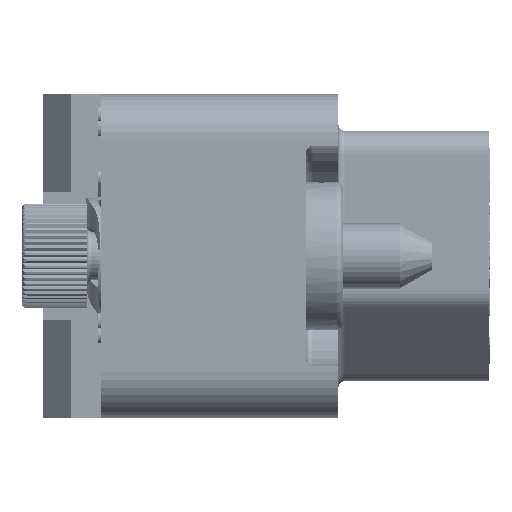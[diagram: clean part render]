
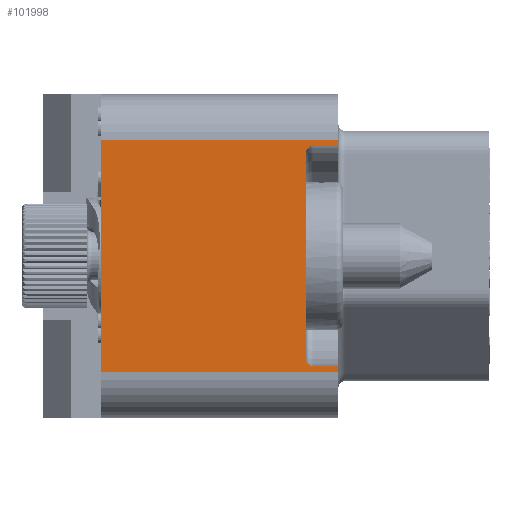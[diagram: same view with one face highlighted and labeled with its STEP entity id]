
A CAD part, left-side view. The second image highlights one B-rep face of the part: STEP entity #101998.
In plain terms, the highlighted planar face has unit normal (-1, 0, 0).
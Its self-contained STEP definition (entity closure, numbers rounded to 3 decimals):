
#2558=DIRECTION('',(0.,-1.,0.));
#2559=VECTOR('',#2558,10.25);
#2560=CARTESIAN_POINT('',(-40.,10.25,5.));
#2561=LINE('',#2560,#2559);
#2711=DIRECTION('',(0.,0.,1.));
#2712=VECTOR('',#2711,8.9);
#2713=CARTESIAN_POINT('',(-40.,1.4,-4.45));
#2714=LINE('',#2713,#2712);
#2715=DIRECTION('',(0.,1.,0.));
#2716=VECTOR('',#2715,1.1);
#2717=CARTESIAN_POINT('',(-40.,0.,-4.75));
#2718=LINE('',#2717,#2716);
#2719=DIRECTION('',(0.,0.,-1.));
#2720=VECTOR('',#2719,0.25);
#2721=CARTESIAN_POINT('',(-40.,0.,-4.75));
#2722=LINE('',#2721,#2720);
#2723=DIRECTION('',(0.,0.,-1.));
#2724=VECTOR('',#2723,0.25);
#2725=CARTESIAN_POINT('',(-40.,0.,5.));
#2726=LINE('',#2725,#2724);
#2727=DIRECTION('',(0.,1.,0.));
#2728=VECTOR('',#2727,1.1);
#2729=CARTESIAN_POINT('',(-40.,0.,4.75));
#2730=LINE('',#2729,#2728);
#2754=CARTESIAN_POINT('',(-40.,1.1,-4.45));
#2755=DIRECTION('',(1.,0.,0.));
#2756=DIRECTION('',(0.,0.,-1.));
#2757=AXIS2_PLACEMENT_3D('',#2754,#2755,#2756);
#2778=CARTESIAN_POINT('',(-40.,1.1,4.45));
#2779=DIRECTION('',(1.,0.,0.));
#2780=DIRECTION('',(0.,1.,0.));
#2781=AXIS2_PLACEMENT_3D('',#2778,#2779,#2780);
#3086=DIRECTION('',(0.,0.,-1.));
#3087=VECTOR('',#3086,10.);
#3088=CARTESIAN_POINT('',(-40.,10.25,5.));
#3089=LINE('',#3088,#3087);
#3631=DIRECTION('',(0.,1.,0.));
#3632=VECTOR('',#3631,10.25);
#3633=CARTESIAN_POINT('',(-40.,0.,-5.));
#3634=LINE('',#3633,#3632);
#84940=CARTESIAN_POINT('',(-40.,0.,5.));
#84942=VERTEX_POINT('',#84940);
#84943=CARTESIAN_POINT('',(-40.,10.25,5.));
#84944=VERTEX_POINT('',#84943);
#84948=CARTESIAN_POINT('',(-40.,10.25,-5.));
#84950=VERTEX_POINT('',#84948);
#84951=CARTESIAN_POINT('',(-40.,0.,-5.));
#84952=VERTEX_POINT('',#84951);
#84963=CARTESIAN_POINT('',(-40.,0.,-4.75));
#84965=VERTEX_POINT('',#84963);
#84969=CARTESIAN_POINT('',(-40.,0.,4.75));
#84970=VERTEX_POINT('',#84969);
#85108=CARTESIAN_POINT('',(-40.,1.4,-4.45));
#85110=VERTEX_POINT('',#85108);
#85112=CARTESIAN_POINT('',(-40.,1.1,-4.75));
#85114=VERTEX_POINT('',#85112);
#85119=CARTESIAN_POINT('',(-40.,1.4,4.45));
#85120=VERTEX_POINT('',#85119);
#85121=CARTESIAN_POINT('',(-40.,1.1,4.75));
#85122=VERTEX_POINT('',#85121);
#101974=CARTESIAN_POINT('',(-40.,0.,7.));
#101975=DIRECTION('',(-1.,0.,0.));
#101976=DIRECTION('',(0.,1.,0.));
#101977=AXIS2_PLACEMENT_3D('',#101974,#101975,#101976);
#101978=PLANE('',#101977);
#101980=ORIENTED_EDGE('',*,*,#101979,.F.);
#101982=ORIENTED_EDGE('',*,*,#101981,.F.);
#101984=ORIENTED_EDGE('',*,*,#101983,.F.);
#101985=ORIENTED_EDGE('',*,*,#101332,.T.);
#101987=ORIENTED_EDGE('',*,*,#101986,.T.);
#101989=ORIENTED_EDGE('',*,*,#101988,.F.);
#101990=ORIENTED_EDGE('',*,*,#101749,.T.);
#101991=ORIENTED_EDGE('',*,*,#101340,.T.);
#101993=ORIENTED_EDGE('',*,*,#101992,.T.);
#101995=ORIENTED_EDGE('',*,*,#101994,.F.);
#101996=EDGE_LOOP('',(#101980,#101982,#101984,#101985,#101987,#101989,#101990,
#101991,#101993,#101995));
#101997=FACE_OUTER_BOUND('',#101996,.F.);
#101998=ADVANCED_FACE('',(#101997),#101978,.T.);
#2758=CIRCLE('',#2757,0.3);
#2782=CIRCLE('',#2781,0.3);
#101332=EDGE_CURVE('',#84965,#84952,#2722,.T.);
#101340=EDGE_CURVE('',#84942,#84970,#2726,.T.);
#101749=EDGE_CURVE('',#84944,#84942,#2561,.T.);
#101979=EDGE_CURVE('',#85110,#85120,#2714,.T.);
#101981=EDGE_CURVE('',#85114,#85110,#2758,.T.);
#101983=EDGE_CURVE('',#84965,#85114,#2718,.T.);
#101986=EDGE_CURVE('',#84952,#84950,#3634,.T.);
#101988=EDGE_CURVE('',#84944,#84950,#3089,.T.);
#101992=EDGE_CURVE('',#84970,#85122,#2730,.T.);
#101994=EDGE_CURVE('',#85120,#85122,#2782,.T.);
